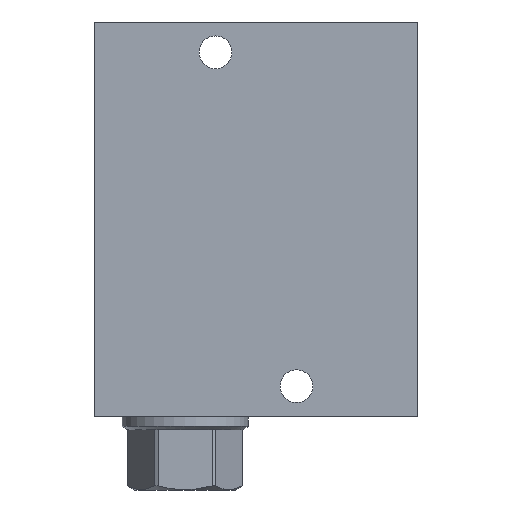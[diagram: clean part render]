
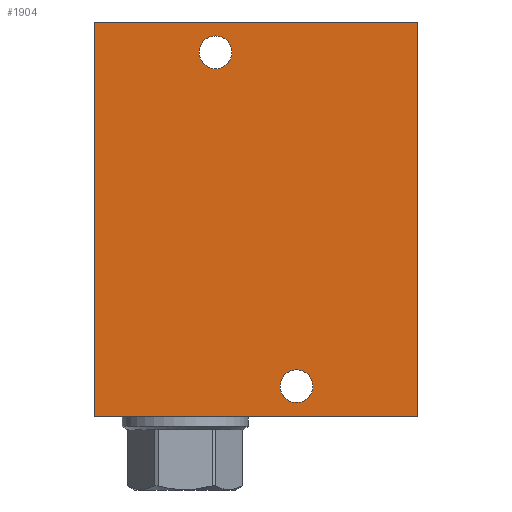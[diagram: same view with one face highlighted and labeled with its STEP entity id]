
A CAD part, front view. The second image highlights one B-rep face of the part: STEP entity #1904.
In plain terms, the highlighted planar face has unit normal (0, -1, 0).
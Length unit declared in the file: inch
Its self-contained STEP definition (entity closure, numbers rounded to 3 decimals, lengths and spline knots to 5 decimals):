
#5=DIRECTION('',(1.,0.,0.));
#6=VECTOR('',#5,4.);
#7=CARTESIAN_POINT('',(0.,-2.25,0.));
#8=LINE('',#7,#6);
#75=DIRECTION('',(0.,0.,1.));
#76=VECTOR('',#75,4.875);
#77=CARTESIAN_POINT('',(4.,-2.25,0.));
#78=LINE('',#77,#76);
#89=DIRECTION('',(0.,0.,1.));
#90=VECTOR('',#89,4.875);
#91=CARTESIAN_POINT('',(0.,-2.25,0.));
#92=LINE('',#91,#90);
#93=CARTESIAN_POINT('',(2.5,-2.25,0.375));
#94=DIRECTION('',(0.,1.,0.));
#95=DIRECTION('',(0.,0.,-1.));
#96=AXIS2_PLACEMENT_3D('',#93,#94,#95);
#98=CARTESIAN_POINT('',(2.5,-2.25,0.375));
#99=DIRECTION('',(0.,1.,0.));
#100=DIRECTION('',(0.,0.,1.));
#101=AXIS2_PLACEMENT_3D('',#98,#99,#100);
#103=CARTESIAN_POINT('',(1.5,-2.25,4.5));
#104=DIRECTION('',(0.,1.,0.));
#105=DIRECTION('',(0.,0.,-1.));
#106=AXIS2_PLACEMENT_3D('',#103,#104,#105);
#108=CARTESIAN_POINT('',(1.5,-2.25,4.5));
#109=DIRECTION('',(0.,1.,0.));
#110=DIRECTION('',(0.,0.,1.));
#111=AXIS2_PLACEMENT_3D('',#108,#109,#110);
#125=DIRECTION('',(1.,0.,0.));
#126=VECTOR('',#125,4.);
#127=CARTESIAN_POINT('',(0.,-2.25,4.875));
#128=LINE('',#127,#126);
#1538=CARTESIAN_POINT('',(0.,-2.25,0.));
#1540=VERTEX_POINT('',#1538);
#1541=CARTESIAN_POINT('',(4.,-2.25,0.));
#1542=VERTEX_POINT('',#1541);
#1546=CARTESIAN_POINT('',(0.,-2.25,4.875));
#1548=VERTEX_POINT('',#1546);
#1549=CARTESIAN_POINT('',(4.,-2.25,4.875));
#1550=VERTEX_POINT('',#1549);
#1697=CARTESIAN_POINT('',(2.5,-2.25,0.172));
#1698=CARTESIAN_POINT('',(2.5,-2.25,0.578));
#1699=VERTEX_POINT('',#1697);
#1700=VERTEX_POINT('',#1698);
#1709=CARTESIAN_POINT('',(1.5,-2.25,4.297));
#1710=CARTESIAN_POINT('',(1.5,-2.25,4.703));
#1711=VERTEX_POINT('',#1709);
#1712=VERTEX_POINT('',#1710);
#1880=CARTESIAN_POINT('',(0.,-2.25,0.));
#1881=DIRECTION('',(0.,-1.,0.));
#1882=DIRECTION('',(1.,0.,0.));
#1883=AXIS2_PLACEMENT_3D('',#1880,#1881,#1882);
#1884=PLANE('',#1883);
#1885=ORIENTED_EDGE('',*,*,#1792,.F.);
#1886=ORIENTED_EDGE('',*,*,#1817,.T.);
#1888=ORIENTED_EDGE('',*,*,#1887,.T.);
#1889=ORIENTED_EDGE('',*,*,#1866,.F.);
#1890=EDGE_LOOP('',(#1885,#1886,#1888,#1889));
#1891=FACE_OUTER_BOUND('',#1890,.F.);
#1893=ORIENTED_EDGE('',*,*,#1892,.F.);
#1895=ORIENTED_EDGE('',*,*,#1894,.F.);
#1896=EDGE_LOOP('',(#1893,#1895));
#1897=FACE_BOUND('',#1896,.F.);
#1899=ORIENTED_EDGE('',*,*,#1898,.F.);
#1901=ORIENTED_EDGE('',*,*,#1900,.F.);
#1902=EDGE_LOOP('',(#1899,#1901));
#1903=FACE_BOUND('',#1902,.F.);
#1904=ADVANCED_FACE('',(#1891,#1897,#1903),#1884,.T.);
#97=CIRCLE('',#96,0.203);
#102=CIRCLE('',#101,0.203);
#107=CIRCLE('',#106,0.203);
#112=CIRCLE('',#111,0.203);
#1792=EDGE_CURVE('',#1540,#1542,#8,.T.);
#1817=EDGE_CURVE('',#1540,#1548,#92,.T.);
#1866=EDGE_CURVE('',#1542,#1550,#78,.T.);
#1887=EDGE_CURVE('',#1548,#1550,#128,.T.);
#1892=EDGE_CURVE('',#1699,#1700,#97,.T.);
#1894=EDGE_CURVE('',#1700,#1699,#102,.T.);
#1898=EDGE_CURVE('',#1711,#1712,#107,.T.);
#1900=EDGE_CURVE('',#1712,#1711,#112,.T.);
